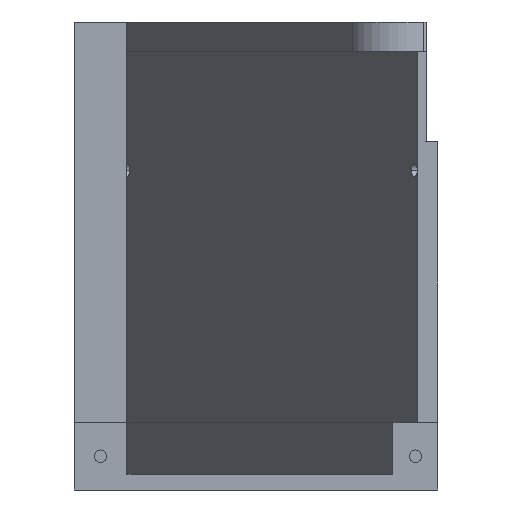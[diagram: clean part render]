
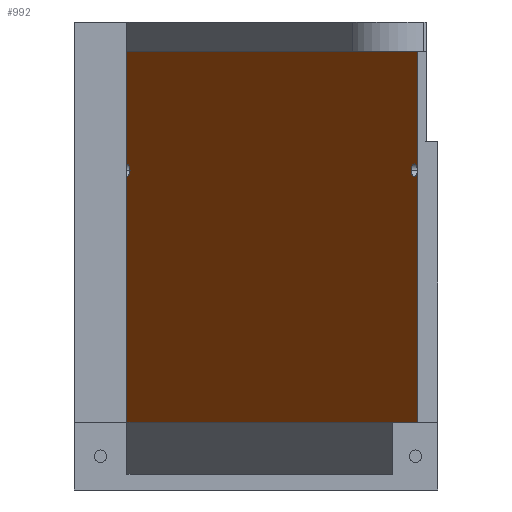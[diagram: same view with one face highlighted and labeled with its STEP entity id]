
A CAD part, front view. The second image highlights one B-rep face of the part: STEP entity #992.
In plain terms, the highlighted planar face has unit normal (-0.866, -0.5, 0).
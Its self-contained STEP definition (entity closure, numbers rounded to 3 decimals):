
#6 = EDGE_CURVE ( 'NONE', #733, #318, #146, .T. ) ;
#20 = EDGE_CURVE ( 'NONE', #1893, #733, #1788, .T. ) ;
#25 = DIRECTION ( 'NONE',  ( -0.866, -0.5, 0. ) ) ;
#53 = CARTESIAN_POINT ( 'NONE',  ( -119.809, 141.593, -5.62 ) ) ;
#64 = DIRECTION ( 'NONE',  ( 0.5, -0.866, 0. ) ) ;
#66 = CARTESIAN_POINT ( 'NONE',  ( -119.809, 141.593, -5.62 ) ) ;
#110 = CARTESIAN_POINT ( 'NONE',  ( -119.809, 141.593, 231.143 ) ) ;
#116 = LINE ( 'NONE', #574, #1633 ) ;
#123 = CARTESIAN_POINT ( 'NONE',  ( -119.809, 141.593, -77. ) ) ;
#142 = DIRECTION ( 'NONE',  ( -0.866, -0.5, 0. ) ) ;
#146 = LINE ( 'NONE', #123, #1360 ) ;
#147 = EDGE_CURVE ( 'NONE', #270, #1560, #1026, .T. ) ;
#192 = CARTESIAN_POINT ( 'NONE',  ( -119.809, 141.593, 231.143 ) ) ;
#212 = ORIENTED_EDGE ( 'NONE', *, *, #268, .F. ) ;
#216 = DIRECTION ( 'NONE',  ( 0.5, -0.866, 0. ) ) ;
#242 = ORIENTED_EDGE ( 'NONE', *, *, #147, .F. ) ;
#250 = DIRECTION ( 'NONE',  ( 0., 0., -1. ) ) ;
#259 = DIRECTION ( 'NONE',  ( 0., 0., -1. ) ) ;
#268 = EDGE_CURVE ( 'NONE', #541, #318, #116, .T. ) ;
#270 = VERTEX_POINT ( 'NONE', #847 ) ;
#305 = CIRCLE ( 'NONE', #372, 1.2 ) ;
#312 = AXIS2_PLACEMENT_3D ( 'NONE', #530, #534, #682 ) ;
#318 = VERTEX_POINT ( 'NONE', #1870 ) ;
#331 = ORIENTED_EDGE ( 'NONE', *, *, #1542, .F. ) ;
#359 = DIRECTION ( 'NONE',  ( 0., 0., -1. ) ) ;
#372 = AXIS2_PLACEMENT_3D ( 'NONE', #656, #502, #64 ) ;
#455 = DIRECTION ( 'NONE',  ( 0.5, -0.866, 0. ) ) ;
#501 = AXIS2_PLACEMENT_3D ( 'NONE', #887, #142, #1172 ) ;
#502 = DIRECTION ( 'NONE',  ( -0.866, -0.5, 0. ) ) ;
#512 = DIRECTION ( 'NONE',  ( 0.5, -0.866, 0. ) ) ;
#514 = VECTOR ( 'NONE', #1006, 1000. ) ;
#520 = ORIENTED_EDGE ( 'NONE', *, *, #1434, .F. ) ;
#530 = CARTESIAN_POINT ( 'NONE',  ( -64.589, 45.949, -28.5 ) ) ;
#534 = DIRECTION ( 'NONE',  ( -0.866, -0.5, 0. ) ) ;
#541 = VERTEX_POINT ( 'NONE', #1054 ) ;
#574 = CARTESIAN_POINT ( 'NONE',  ( -64., 44.928, 231.143 ) ) ;
#618 = VERTEX_POINT ( 'NONE', #1525 ) ;
#649 = LINE ( 'NONE', #695, #1757 ) ;
#656 = CARTESIAN_POINT ( 'NONE',  ( -119.839, 141.644, -28.5 ) ) ;
#669 = EDGE_CURVE ( 'NONE', #1893, #1393, #305, .T. ) ;
#674 = LINE ( 'NONE', #110, #514 ) ;
#682 = DIRECTION ( 'NONE',  ( 0.5, -0.866, 0. ) ) ;
#695 = CARTESIAN_POINT ( 'NONE',  ( -64., 44.928, 231.143 ) ) ;
#710 = ORIENTED_EDGE ( 'NONE', *, *, #20, .T. ) ;
#733 = VERTEX_POINT ( 'NONE', #966 ) ;
#748 = CARTESIAN_POINT ( 'NONE',  ( -119.809, 141.593, -29.699 ) ) ;
#781 = CARTESIAN_POINT ( 'NONE',  ( -119.239, 140.605, -28.5 ) ) ;
#838 = VECTOR ( 'NONE', #512, 1000. ) ;
#847 = CARTESIAN_POINT ( 'NONE',  ( -64., 44.928, -28.272 ) ) ;
#874 = CARTESIAN_POINT ( 'NONE',  ( -119.809, 141.593, -27.301 ) ) ;
#887 = CARTESIAN_POINT ( 'NONE',  ( -28.546, -16.481, 231.143 ) ) ;
#907 = CARTESIAN_POINT ( 'NONE',  ( -65.189, 46.988, -28.5 ) ) ;
#910 = CIRCLE ( 'NONE', #1278, 1.2 ) ;
#914 = FACE_OUTER_BOUND ( 'NONE', #1816, .T. ) ;
#966 = CARTESIAN_POINT ( 'NONE',  ( -119.809, 141.593, -77. ) ) ;
#981 = AXIS2_PLACEMENT_3D ( 'NONE', #1366, #1526, #455 ) ;
#992 = ADVANCED_FACE ( 'NONE', ( #914 ), #1892, .T. ) ;
#1006 = DIRECTION ( 'NONE',  ( 0., 0., -1. ) ) ;
#1026 = CIRCLE ( 'NONE', #312, 1.2 ) ;
#1054 = CARTESIAN_POINT ( 'NONE',  ( -64., 44.928, -28.728 ) ) ;
#1059 = ORIENTED_EDGE ( 'NONE', *, *, #1835, .F. ) ;
#1064 = EDGE_CURVE ( 'NONE', #1697, #1887, #674, .T. ) ;
#1152 = DIRECTION ( 'NONE',  ( 0.5, -0.866, 0. ) ) ;
#1172 = DIRECTION ( 'NONE',  ( 0.5, -0.866, 0. ) ) ;
#1210 = ORIENTED_EDGE ( 'NONE', *, *, #1064, .T. ) ;
#1278 = AXIS2_PLACEMENT_3D ( 'NONE', #1780, #25, #216 ) ;
#1314 = VECTOR ( 'NONE', #359, 1000. ) ;
#1360 = VECTOR ( 'NONE', #1152, 1000. ) ;
#1366 = CARTESIAN_POINT ( 'NONE',  ( -64.589, 45.949, -28.5 ) ) ;
#1393 = VERTEX_POINT ( 'NONE', #781 ) ;
#1434 = EDGE_CURVE ( 'NONE', #1393, #1887, #910, .T. ) ;
#1486 = EDGE_CURVE ( 'NONE', #1697, #618, #1666, .T. ) ;
#1525 = CARTESIAN_POINT ( 'NONE',  ( -64., 44.928, -5.62 ) ) ;
#1526 = DIRECTION ( 'NONE',  ( -0.866, -0.5, 0. ) ) ;
#1530 = ORIENTED_EDGE ( 'NONE', *, *, #6, .T. ) ;
#1542 = EDGE_CURVE ( 'NONE', #1560, #541, #1689, .T. ) ;
#1560 = VERTEX_POINT ( 'NONE', #907 ) ;
#1618 = ORIENTED_EDGE ( 'NONE', *, *, #1486, .F. ) ;
#1633 = VECTOR ( 'NONE', #259, 1000. ) ;
#1666 = LINE ( 'NONE', #53, #838 ) ;
#1678 = ORIENTED_EDGE ( 'NONE', *, *, #669, .F. ) ;
#1689 = CIRCLE ( 'NONE', #981, 1.2 ) ;
#1697 = VERTEX_POINT ( 'NONE', #66 ) ;
#1757 = VECTOR ( 'NONE', #250, 1000. ) ;
#1780 = CARTESIAN_POINT ( 'NONE',  ( -119.839, 141.644, -28.5 ) ) ;
#1788 = LINE ( 'NONE', #192, #1314 ) ;
#1816 = EDGE_LOOP ( 'NONE', ( #1678, #710, #1530, #212, #331, #242, #1059, #1618, #1210, #520 ) ) ;
#1835 = EDGE_CURVE ( 'NONE', #618, #270, #649, .T. ) ;
#1870 = CARTESIAN_POINT ( 'NONE',  ( -64., 44.928, -77. ) ) ;
#1887 = VERTEX_POINT ( 'NONE', #874 ) ;
#1892 = PLANE ( 'NONE',  #501 ) ;
#1893 = VERTEX_POINT ( 'NONE', #748 ) ;
